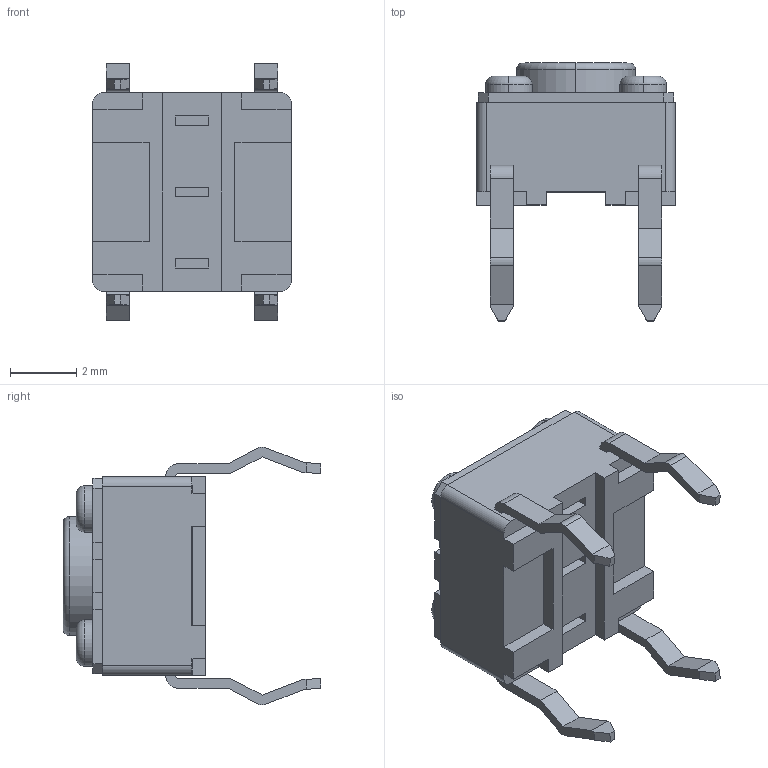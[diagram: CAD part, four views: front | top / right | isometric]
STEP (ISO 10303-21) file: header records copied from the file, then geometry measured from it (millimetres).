
FILE_DESCRIPTION (( 'STEP AP203' ), '1' );
FILE_NAME ('EVQPAC04M.STEP', '2013-08-21T07:54:38', ( '_S_R_W___o_b' ), ( '_p_i_\_j_b_N_____p_R' ), 'SwSTEP 2.0', 'SolidWorks 2012', '' );
FILE_SCHEMA (( 'CONFIG_CONTROL_DESIGN' ));
Length unit declared in the file: millimetre
Products named in the file (1): EVQPAC04M
Bounding box: 6 x 7.8 x 7.8 mm (x, y, z)
Volume: 127.3 mm3; surface area: 222.9 mm2
Topology: 1 solids, 1 shells, 166 faces, 440 edges, 290 vertices
Faces by surface type: plane 128, cylinder 28, torus 10
Entity records: 5177 total; most frequent: CARTESIAN_POINT 897, ORIENTED_EDGE 880, DIRECTION 850, EDGE_CURVE 440, VECTOR 364, LINE 364, VERTEX_POINT 290, AXIS2_PLACEMENT_3D 243
